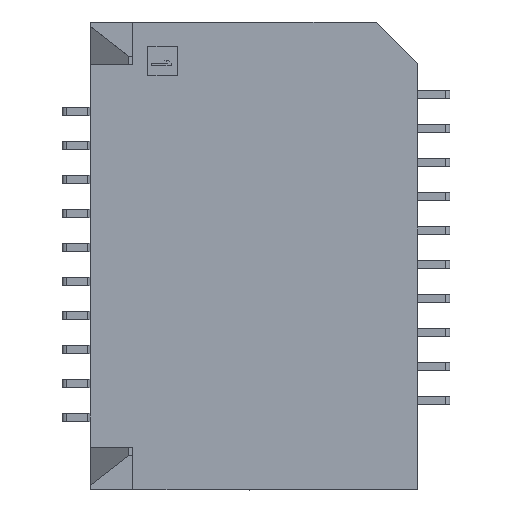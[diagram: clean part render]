
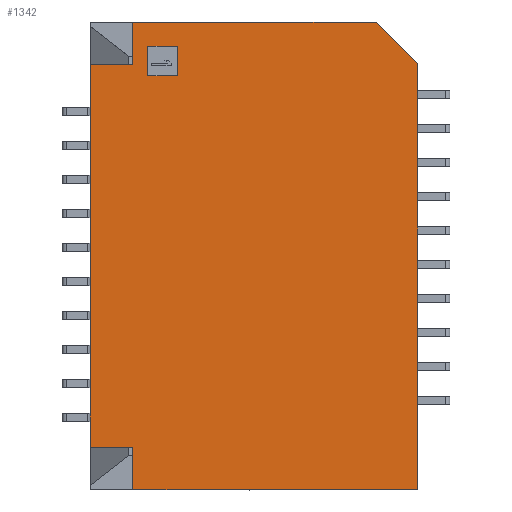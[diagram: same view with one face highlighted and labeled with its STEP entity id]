
A CAD part, top view. The second image highlights one B-rep face of the part: STEP entity #1342.
In plain terms, the highlighted planar face has unit normal (0, 0, 1).
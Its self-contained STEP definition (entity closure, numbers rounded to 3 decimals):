
#515=CARTESIAN_POINT('',(-1.7,4.93,5.4));
#516=VERTEX_POINT('',#515);
#524=CARTESIAN_POINT('',(-1.7,4.23,5.4));
#525=VERTEX_POINT('',#524);
#532=CARTESIAN_POINT('',(-1.7,4.93,5.4));
#533=DIRECTION('',(0.0,-1.0,0.0));
#534=VECTOR('',#533,0.7);
#535=LINE('',#532,#534);
#536=EDGE_CURVE('',#516,#525,#535,.T.);
#546=CARTESIAN_POINT('',(-2.4,4.93,5.4));
#547=VERTEX_POINT('',#546);
#556=CARTESIAN_POINT('',(-2.4,4.93,5.4));
#557=DIRECTION('',(1.0,0.0,0.0));
#558=VECTOR('',#557,0.7);
#559=LINE('',#556,#558);
#560=EDGE_CURVE('',#547,#516,#559,.T.);
#570=CARTESIAN_POINT('',(-2.4,4.23,5.4));
#571=VERTEX_POINT('',#570);
#580=CARTESIAN_POINT('',(-2.4,4.23,5.4));
#581=DIRECTION('',(0.0,1.0,0.0));
#582=VECTOR('',#581,0.7);
#583=LINE('',#580,#582);
#584=EDGE_CURVE('',#571,#547,#583,.T.);
#597=CARTESIAN_POINT('',(-1.7,4.23,5.4));
#598=DIRECTION('',(-1.0,0.0,0.0));
#599=VECTOR('',#598,0.7);
#600=LINE('',#597,#599);
#601=EDGE_CURVE('',#525,#571,#600,.T.);
#1173=CARTESIAN_POINT('',(-2.75,5.5,5.4));
#1174=VERTEX_POINT('',#1173);
#1175=CARTESIAN_POINT('',(2.97,5.5,5.4));
#1176=VERTEX_POINT('',#1175);
#1177=CARTESIAN_POINT('',(-2.75,5.5,5.4));
#1178=DIRECTION('',(1.0,0.0,0.0));
#1179=VECTOR('',#1178,5.72);
#1180=LINE('',#1177,#1179);
#1181=EDGE_CURVE('',#1174,#1176,#1180,.T.);
#1256=CARTESIAN_POINT('',(-2.75,4.5,5.4));
#1257=VERTEX_POINT('',#1256);
#1264=CARTESIAN_POINT('',(-2.75,4.5,5.4));
#1265=DIRECTION('',(0.0,1.0,0.0));
#1266=VECTOR('',#1265,1.0);
#1267=LINE('',#1264,#1266);
#1268=EDGE_CURVE('',#1257,#1174,#1267,.T.);
#1273=CARTESIAN_POINT('',(-4.135,6.05,5.4));
#1274=DIRECTION('',(0.0,0.0,1.0));
#1275=DIRECTION('',(0.0,-1.0,0.0));
#1276=AXIS2_PLACEMENT_3D('',#1273,#1274,#1275);
#1277=PLANE('',#1276);
#1278=CARTESIAN_POINT('',(-3.75,4.5,5.4));
#1279=VERTEX_POINT('',#1278);
#1280=CARTESIAN_POINT('',(-2.75,4.5,5.4));
#1281=DIRECTION('',(-1.0,0.0,0.0));
#1282=VECTOR('',#1281,1.0);
#1283=LINE('',#1280,#1282);
#1284=EDGE_CURVE('',#1257,#1279,#1283,.T.);
#1285=ORIENTED_EDGE('',*,*,#1284,.T.);
#1286=CARTESIAN_POINT('',(-3.75,-4.5,5.4));
#1287=VERTEX_POINT('',#1286);
#1288=CARTESIAN_POINT('',(-3.75,4.5,5.4));
#1289=DIRECTION('',(0.0,-1.0,0.0));
#1290=VECTOR('',#1289,9.0);
#1291=LINE('',#1288,#1290);
#1292=EDGE_CURVE('',#1279,#1287,#1291,.T.);
#1293=ORIENTED_EDGE('',*,*,#1292,.T.);
#1294=CARTESIAN_POINT('',(-2.75,-4.5,5.4));
#1295=VERTEX_POINT('',#1294);
#1296=CARTESIAN_POINT('',(-3.75,-4.5,5.4));
#1297=DIRECTION('',(1.0,0.0,0.0));
#1298=VECTOR('',#1297,1.0);
#1299=LINE('',#1296,#1298);
#1300=EDGE_CURVE('',#1287,#1295,#1299,.T.);
#1301=ORIENTED_EDGE('',*,*,#1300,.T.);
#1302=CARTESIAN_POINT('',(-2.75,-5.5,5.4));
#1303=VERTEX_POINT('',#1302);
#1304=CARTESIAN_POINT('',(-2.75,-5.5,5.4));
#1305=DIRECTION('',(0.0,1.0,0.0));
#1306=VECTOR('',#1305,1.0);
#1307=LINE('',#1304,#1306);
#1308=EDGE_CURVE('',#1303,#1295,#1307,.T.);
#1309=ORIENTED_EDGE('',*,*,#1308,.F.);
#1310=CARTESIAN_POINT('',(3.95,-5.5,5.4));
#1311=VERTEX_POINT('',#1310);
#1312=CARTESIAN_POINT('',(-2.75,-5.5,5.4));
#1313=DIRECTION('',(1.0,0.0,0.0));
#1314=VECTOR('',#1313,6.7);
#1315=LINE('',#1312,#1314);
#1316=EDGE_CURVE('',#1303,#1311,#1315,.T.);
#1317=ORIENTED_EDGE('',*,*,#1316,.T.);
#1318=CARTESIAN_POINT('',(3.95,4.52,5.4));
#1319=VERTEX_POINT('',#1318);
#1320=CARTESIAN_POINT('',(3.95,-5.5,5.4));
#1321=DIRECTION('',(0.0,1.0,0.0));
#1322=VECTOR('',#1321,10.02);
#1323=LINE('',#1320,#1322);
#1324=EDGE_CURVE('',#1311,#1319,#1323,.T.);
#1325=ORIENTED_EDGE('',*,*,#1324,.T.);
#1326=CARTESIAN_POINT('',(2.97,5.5,5.4));
#1327=DIRECTION('',(0.707,-0.707,0.0));
#1328=VECTOR('',#1327,1.386);
#1329=LINE('',#1326,#1328);
#1330=EDGE_CURVE('',#1176,#1319,#1329,.T.);
#1331=ORIENTED_EDGE('',*,*,#1330,.F.);
#1332=ORIENTED_EDGE('',*,*,#1181,.F.);
#1333=ORIENTED_EDGE('',*,*,#1268,.F.);
#1334=EDGE_LOOP('',(#1285,#1293,#1301,#1309,#1317,#1325,#1331,#1332,#1333));
#1335=FACE_OUTER_BOUND('',#1334,.T.);
#1336=ORIENTED_EDGE('',*,*,#536,.T.);
#1337=ORIENTED_EDGE('',*,*,#601,.T.);
#1338=ORIENTED_EDGE('',*,*,#584,.T.);
#1339=ORIENTED_EDGE('',*,*,#560,.T.);
#1340=EDGE_LOOP('',(#1336,#1337,#1338,#1339));
#1341=FACE_BOUND('',#1340,.T.);
#1342=ADVANCED_FACE('',(#1335,#1341),#1277,.T.);
